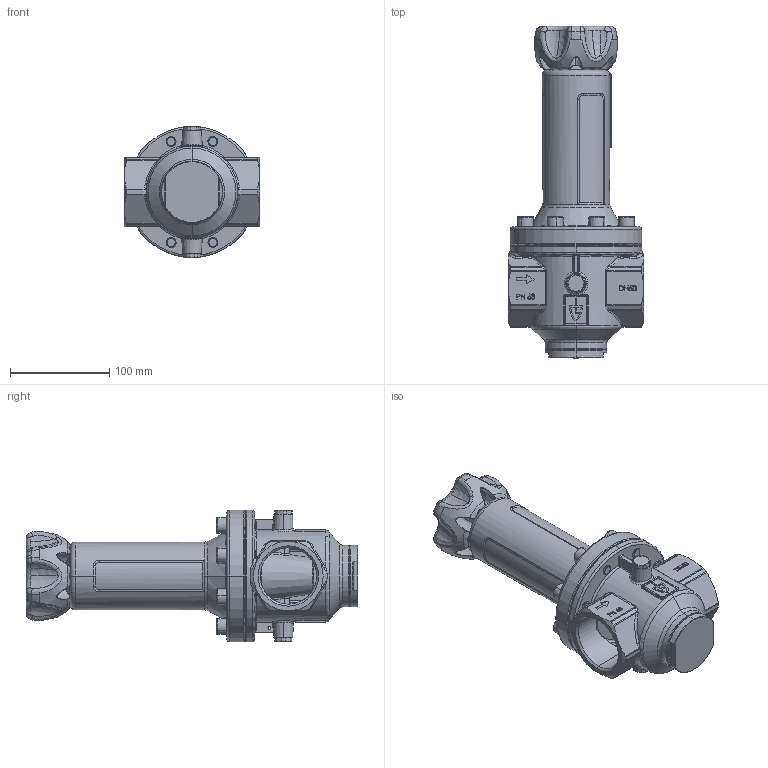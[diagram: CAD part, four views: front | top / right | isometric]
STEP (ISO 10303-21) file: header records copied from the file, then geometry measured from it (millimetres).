
FILE_DESCRIPTION (( 'STEP AP214' ), '1' );
FILE_NAME ('484-50-f+f-50+50.STEP', '2015-11-27T09:23:29', ( '' ), ( '' ), 'SwSTEP 2.0', 'SolidWorks 2014', '' );
FILE_SCHEMA (( 'AUTOMOTIVE_DESIGN' ));
Length unit declared in the file: millimetre
Products named in the file (1): 484-50-f+f-50+50
Bounding box: 136 x 333.8 x 132 mm (x, y, z)
Volume: 953583.7 mm3; surface area: 306400.7 mm2
Topology: 21 solids, 21 shells, 2442 faces, 6018 edges, 3596 vertices
Faces by surface type: plane 707, bspline 658, cylinder 602, torus 226, cone 183, sphere 66
Entity records: 150389 total; most frequent: CARTESIAN_POINT 71293, ORIENTED_EDGE 11796, DIRECTION 9315, EDGE_CURVE 5898, AXIS2_PLACEMENT_3D 3596, VERTEX_POINT 3596, EDGE_LOOP 2602, UNCERTAINTY_MEASURE_WITH_UNIT 2465
